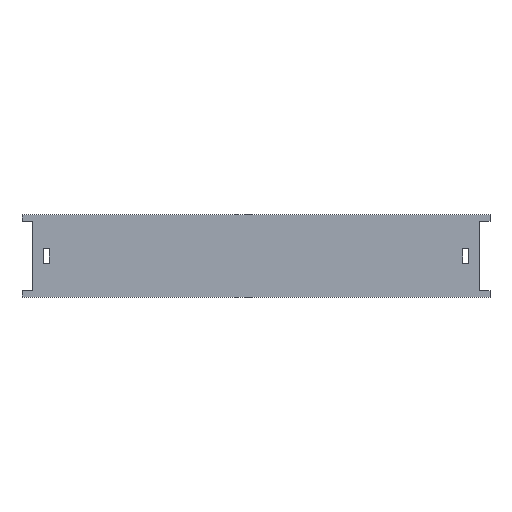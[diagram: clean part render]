
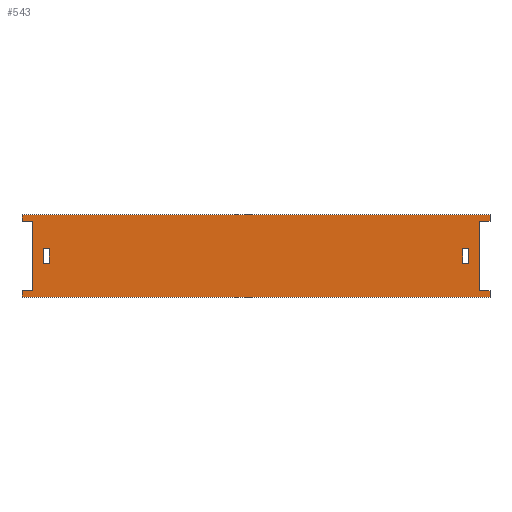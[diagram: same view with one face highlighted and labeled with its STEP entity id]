
A CAD part, top view. The second image highlights one B-rep face of the part: STEP entity #543.
In plain terms, the highlighted planar face has unit normal (0, 0, 1).
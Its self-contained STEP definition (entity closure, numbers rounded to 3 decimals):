
#21=FACE_BOUND('',#96,.T.);
#22=FACE_BOUND('',#97,.T.);
#61=FACE_OUTER_BOUND('',#95,.T.);
#95=EDGE_LOOP('',(#447,#448,#449,#450,#451,#452,#453,#454,#455,#456,#457,
#458));
#96=EDGE_LOOP('',(#459,#460,#461,#462));
#97=EDGE_LOOP('',(#463,#464,#465,#466));
#104=LINE('',#741,#168);
#109=LINE('',#752,#173);
#112=LINE('',#759,#176);
#117=LINE('',#770,#181);
#120=LINE('',#777,#184);
#125=LINE('',#788,#189);
#129=LINE('',#797,#193);
#132=LINE('',#804,#196);
#139=LINE('',#835,#203);
#142=LINE('',#839,#206);
#143=LINE('',#841,#207);
#146=LINE('',#845,#210);
#148=LINE('',#851,#212);
#152=LINE('',#857,#216);
#153=LINE('',#859,#217);
#156=LINE('',#865,#220);
#159=LINE('',#871,#223);
#161=LINE('',#874,#225);
#163=LINE('',#877,#227);
#164=LINE('',#878,#228);
#168=VECTOR('',#602,10.);
#173=VECTOR('',#609,10.);
#176=VECTOR('',#614,10.);
#181=VECTOR('',#621,10.);
#184=VECTOR('',#626,10.);
#189=VECTOR('',#633,10.);
#193=VECTOR('',#639,10.);
#196=VECTOR('',#644,10.);
#203=VECTOR('',#681,10.);
#206=VECTOR('',#686,10.);
#207=VECTOR('',#689,10.);
#210=VECTOR('',#694,10.);
#212=VECTOR('',#698,10.);
#216=VECTOR('',#704,10.);
#217=VECTOR('',#707,10.);
#220=VECTOR('',#712,10.);
#223=VECTOR('',#717,10.);
#225=VECTOR('',#721,10.);
#227=VECTOR('',#725,10.);
#228=VECTOR('',#726,10.);
#231=VERTEX_POINT('',#737);
#233=VERTEX_POINT('',#740);
#237=VERTEX_POINT('',#749);
#238=VERTEX_POINT('',#751);
#239=VERTEX_POINT('',#755);
#241=VERTEX_POINT('',#758);
#245=VERTEX_POINT('',#767);
#246=VERTEX_POINT('',#769);
#247=VERTEX_POINT('',#773);
#249=VERTEX_POINT('',#776);
#253=VERTEX_POINT('',#785);
#254=VERTEX_POINT('',#787);
#257=VERTEX_POINT('',#794);
#258=VERTEX_POINT('',#796);
#259=VERTEX_POINT('',#800);
#261=VERTEX_POINT('',#803);
#271=VERTEX_POINT('',#847);
#273=VERTEX_POINT('',#850);
#276=VERTEX_POINT('',#864);
#278=VERTEX_POINT('',#870);
#280=EDGE_CURVE('',#233,#231,#104,.T.);
#285=EDGE_CURVE('',#238,#237,#109,.T.);
#288=EDGE_CURVE('',#241,#239,#112,.T.);
#293=EDGE_CURVE('',#246,#245,#117,.T.);
#296=EDGE_CURVE('',#249,#247,#120,.T.);
#301=EDGE_CURVE('',#254,#253,#125,.T.);
#305=EDGE_CURVE('',#258,#257,#129,.T.);
#308=EDGE_CURVE('',#261,#259,#132,.T.);
#323=EDGE_CURVE('',#237,#233,#139,.T.);
#326=EDGE_CURVE('',#231,#238,#142,.T.);
#327=EDGE_CURVE('',#245,#241,#143,.T.);
#330=EDGE_CURVE('',#239,#246,#146,.T.);
#332=EDGE_CURVE('',#273,#271,#148,.T.);
#336=EDGE_CURVE('',#247,#273,#152,.T.);
#337=EDGE_CURVE('',#253,#249,#153,.T.);
#340=EDGE_CURVE('',#276,#254,#156,.T.);
#343=EDGE_CURVE('',#278,#276,#159,.T.);
#345=EDGE_CURVE('',#257,#278,#161,.T.);
#347=EDGE_CURVE('',#258,#259,#163,.T.);
#348=EDGE_CURVE('',#261,#271,#164,.T.);
#447=ORIENTED_EDGE('',*,*,#347,.F.);
#448=ORIENTED_EDGE('',*,*,#305,.T.);
#449=ORIENTED_EDGE('',*,*,#345,.T.);
#450=ORIENTED_EDGE('',*,*,#343,.T.);
#451=ORIENTED_EDGE('',*,*,#340,.T.);
#452=ORIENTED_EDGE('',*,*,#301,.T.);
#453=ORIENTED_EDGE('',*,*,#337,.T.);
#454=ORIENTED_EDGE('',*,*,#296,.T.);
#455=ORIENTED_EDGE('',*,*,#336,.T.);
#456=ORIENTED_EDGE('',*,*,#332,.T.);
#457=ORIENTED_EDGE('',*,*,#348,.F.);
#458=ORIENTED_EDGE('',*,*,#308,.T.);
#459=ORIENTED_EDGE('',*,*,#330,.T.);
#460=ORIENTED_EDGE('',*,*,#293,.T.);
#461=ORIENTED_EDGE('',*,*,#327,.T.);
#462=ORIENTED_EDGE('',*,*,#288,.T.);
#463=ORIENTED_EDGE('',*,*,#326,.T.);
#464=ORIENTED_EDGE('',*,*,#285,.T.);
#465=ORIENTED_EDGE('',*,*,#323,.T.);
#466=ORIENTED_EDGE('',*,*,#280,.T.);
#515=PLANE('',#593);
#543=ADVANCED_FACE('',(#61,#21,#22),#515,.T.);
#593=AXIS2_PLACEMENT_3D('',#876,#723,#724);
#602=DIRECTION('',(-1.,0.,0.));
#609=DIRECTION('',(1.,0.,0.));
#614=DIRECTION('',(-1.,0.,0.));
#621=DIRECTION('',(1.,0.,0.));
#626=DIRECTION('',(0.,-1.,0.));
#633=DIRECTION('',(0.,1.,0.));
#639=DIRECTION('',(0.,1.,0.));
#644=DIRECTION('',(0.,-1.,0.));
#681=DIRECTION('',(0.,-1.,0.));
#686=DIRECTION('',(0.,1.,0.));
#689=DIRECTION('',(0.,-1.,0.));
#694=DIRECTION('',(0.,1.,0.));
#698=DIRECTION('',(0.,-1.,0.));
#704=DIRECTION('',(1.,0.,0.));
#707=DIRECTION('',(-1.,0.,0.));
#712=DIRECTION('',(1.,0.,0.));
#717=DIRECTION('',(0.,1.,0.));
#721=DIRECTION('',(-1.,0.,0.));
#723=DIRECTION('center_axis',(0.,0.,1.));
#724=DIRECTION('ref_axis',(1.,0.,0.));
#725=DIRECTION('',(-1.,0.,0.));
#726=DIRECTION('',(1.,0.,0.));
#737=CARTESIAN_POINT('',(120.25,-4.25,4.));
#740=CARTESIAN_POINT('',(123.75,-4.25,4.));
#741=CARTESIAN_POINT('',(61.,-4.25,4.));
#749=CARTESIAN_POINT('',(123.75,4.25,4.));
#751=CARTESIAN_POINT('',(120.25,4.25,4.));
#752=CARTESIAN_POINT('',(61.,4.25,4.));
#755=CARTESIAN_POINT('',(-123.75,-4.25,4.));
#758=CARTESIAN_POINT('',(-120.25,-4.25,4.));
#759=CARTESIAN_POINT('',(-61.,-4.25,4.));
#767=CARTESIAN_POINT('',(-120.25,4.25,4.));
#769=CARTESIAN_POINT('',(-123.75,4.25,4.));
#770=CARTESIAN_POINT('',(-61.,4.25,4.));
#773=CARTESIAN_POINT('',(-136.,20.25,4.));
#776=CARTESIAN_POINT('',(-136.,23.875,4.));
#777=CARTESIAN_POINT('',(-136.,11.031,4.));
#785=CARTESIAN_POINT('',(136.,23.875,4.));
#787=CARTESIAN_POINT('',(136.,20.25,4.));
#788=CARTESIAN_POINT('',(136.,11.031,4.));
#794=CARTESIAN_POINT('',(136.,-20.25,4.));
#796=CARTESIAN_POINT('',(136.,-23.875,4.));
#797=CARTESIAN_POINT('',(136.,-11.031,4.));
#800=CARTESIAN_POINT('',(-136.,-23.875,4.));
#803=CARTESIAN_POINT('',(-136.,-20.25,4.));
#804=CARTESIAN_POINT('',(-136.,-11.031,4.));
#835=CARTESIAN_POINT('',(123.75,0.,4.));
#839=CARTESIAN_POINT('',(120.25,0.,4.));
#841=CARTESIAN_POINT('',(-120.25,0.,4.));
#845=CARTESIAN_POINT('',(-123.75,0.,4.));
#847=CARTESIAN_POINT('',(-130.,-20.25,4.));
#850=CARTESIAN_POINT('',(-130.,20.25,4.));
#851=CARTESIAN_POINT('',(-130.,0.,4.));
#857=CARTESIAN_POINT('',(-66.5,20.25,4.));
#859=CARTESIAN_POINT('',(0.,23.875,4.));
#864=CARTESIAN_POINT('',(130.,20.25,4.));
#865=CARTESIAN_POINT('',(66.5,20.25,4.));
#870=CARTESIAN_POINT('',(130.,-20.25,4.));
#871=CARTESIAN_POINT('',(130.,0.,4.));
#874=CARTESIAN_POINT('',(66.5,-20.25,4.));
#876=CARTESIAN_POINT('Origin',(0.,0.,4.));
#877=CARTESIAN_POINT('',(0.,-23.875,4.));
#878=CARTESIAN_POINT('',(-66.5,-20.25,4.));
